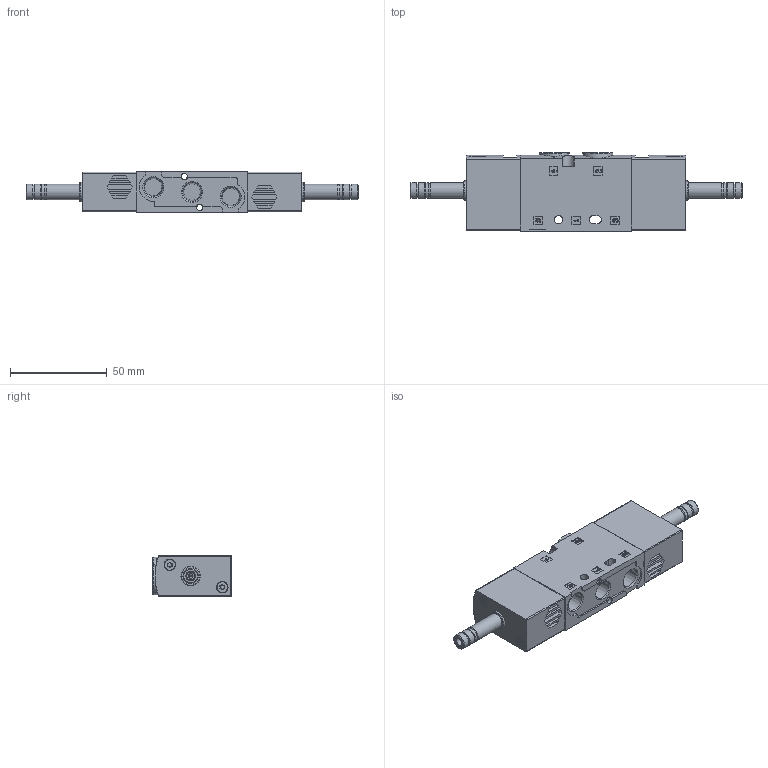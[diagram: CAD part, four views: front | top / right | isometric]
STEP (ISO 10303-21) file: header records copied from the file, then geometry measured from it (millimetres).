
FILE_DESCRIPTION(/* description */ ('STEP AP214'),/* implementation_level */ '2;1');
FILE_NAME(/* name */ '575712_VUVS-L20-P53E-MD-N18-F7',/* time_stamp */ '2024-09-17T18:18:45+02:00',/* author */ ('License CC BY-ND 4.0'),/* organization */ ('CADENAS'),/* preprocessor_version */ 'ST-DEVELOPER v19.3',/* originating_system */ 'PARTsolutions',/* authorisation */ ' ');
FILE_SCHEMA (('FEATURE_BASED_PROCESS_PLANNING','AUTOMOTIVE_DESIGN {1 0 10303 214 3 1 1}'));
Length unit declared in the file: millimetre
Products named in the file (5): 575712 VUVS-L20-P53E-MD-N18-F7; 761710 VUVS-L20-.5.-N18 HOUSING---(H---0_-); 1417320 VUVS-L20-N-COVER53---(H---0_-); 1537853 F-M3x35-10.9; 1417320 VUVS-L20-N-COVER53---(H---0_M)
Assembly tree (7 placements, depth 2):
  575712 VUVS-L20-P53E-MD-N18-F7
    761710 VUVS-L20-.5.-N18 HOUSING---(H---0_-)
    1417320 VUVS-L20-N-COVER53---(H---0_-)
    1537853 F-M3x35-10.9  x4
    1417320 VUVS-L20-N-COVER53---(H---0_M)
Bounding box: 171.7 x 40.4 x 21.1 mm (x, y, z)
Volume: 86448.1 mm3; surface area: 27560.4 mm2
Topology: 7 solids, 7 shells, 625 faces, 1558 edges, 1018 vertices
Faces by surface type: plane 372, cylinder 191, cone 54, torus 8
Full cylindrical faces by diameter (mm): 0.9 x2, 2 x4, 2.4 x2, 2.459 x4, 2.6 x4, 3 x4, 3.2 x2, 3.3 x4, 4.134 x2, 4.3 x1, 5.5 x4, 7.1 x2, 8 x8, 10 x2, 15.6 x2
Entity records: 17823 total; most frequent: CARTESIAN_POINT 2858, DIRECTION 2773, ORIENTED_EDGE 2600, EDGE_CURVE 1300, LINE 937, VECTOR 937, AXIS2_PLACEMENT_3D 918, VERTEX_POINT 913
